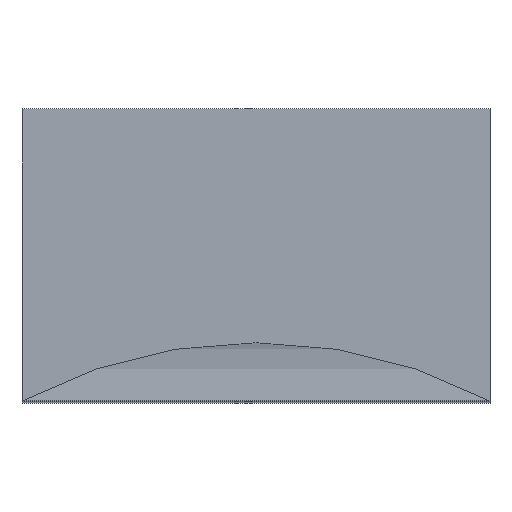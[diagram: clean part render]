
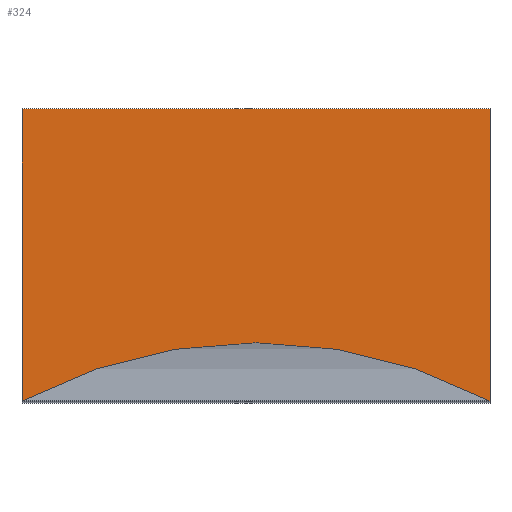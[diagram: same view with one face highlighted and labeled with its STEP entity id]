
A CAD part, top view. The second image highlights one B-rep face of the part: STEP entity #324.
In plain terms, the highlighted planar face has unit normal (0, 0, 1).
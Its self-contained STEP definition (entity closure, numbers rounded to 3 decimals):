
#2 = ORIENTED_EDGE ( 'NONE', *, *, #172, .F. ) ;
#18 = VECTOR ( 'NONE', #94, 1000. ) ;
#24 = CARTESIAN_POINT ( 'NONE',  ( 16.6, 1., 35. ) ) ;
#43 = EDGE_CURVE ( 'NONE', #388, #331, #140, .T. ) ;
#46 = CARTESIAN_POINT ( 'NONE',  ( 16.6, 0., 35. ) ) ;
#53 = DIRECTION ( 'NONE',  ( 0., 1., 0. ) ) ;
#55 = LINE ( 'NONE', #184, #405 ) ;
#59 = VECTOR ( 'NONE', #74, 1000. ) ;
#69 = AXIS2_PLACEMENT_3D ( 'NONE', #99, #428, #122 ) ;
#74 = DIRECTION ( 'NONE',  ( 1., 0., 0. ) ) ;
#94 = DIRECTION ( 'NONE',  ( 1., 0., 0. ) ) ;
#99 = CARTESIAN_POINT ( 'NONE',  ( 15., 0., 35. ) ) ;
#100 = VERTEX_POINT ( 'NONE', #46 ) ;
#101 = VERTEX_POINT ( 'NONE', #374 ) ;
#122 = DIRECTION ( 'NONE',  ( 1., 0., 0. ) ) ;
#137 = CARTESIAN_POINT ( 'NONE',  ( 15., 1., 35. ) ) ;
#140 = LINE ( 'NONE', #137, #59 ) ;
#149 = LINE ( 'NONE', #345, #221 ) ;
#153 = DIRECTION ( 'NONE',  ( 0., 1., 0. ) ) ;
#162 = EDGE_LOOP ( 'NONE', ( #392, #282, #379, #2 ) ) ;
#172 = EDGE_CURVE ( 'NONE', #101, #388, #55, .T. ) ;
#182 = EDGE_CURVE ( 'NONE', #100, #331, #149, .T. ) ;
#184 = CARTESIAN_POINT ( 'NONE',  ( 15., 0., 35. ) ) ;
#197 = LINE ( 'NONE', #297, #18 ) ;
#221 = VECTOR ( 'NONE', #53, 1000. ) ;
#257 = PLANE ( 'NONE',  #69 ) ;
#262 = CARTESIAN_POINT ( 'NONE',  ( 15., 1., 35. ) ) ;
#282 = ORIENTED_EDGE ( 'NONE', *, *, #182, .T. ) ;
#297 = CARTESIAN_POINT ( 'NONE',  ( 15., 0., 35. ) ) ;
#324 = ADVANCED_FACE ( 'NONE', ( #380 ), #257, .T. ) ;
#331 = VERTEX_POINT ( 'NONE', #24 ) ;
#345 = CARTESIAN_POINT ( 'NONE',  ( 16.6, 0., 35. ) ) ;
#374 = CARTESIAN_POINT ( 'NONE',  ( 15., 0., 35. ) ) ;
#379 = ORIENTED_EDGE ( 'NONE', *, *, #43, .F. ) ;
#380 = FACE_OUTER_BOUND ( 'NONE', #162, .T. ) ;
#388 = VERTEX_POINT ( 'NONE', #262 ) ;
#392 = ORIENTED_EDGE ( 'NONE', *, *, #409, .T. ) ;
#405 = VECTOR ( 'NONE', #153, 1000. ) ;
#409 = EDGE_CURVE ( 'NONE', #101, #100, #197, .T. ) ;
#428 = DIRECTION ( 'NONE',  ( 0., 0., 1. ) ) ;
